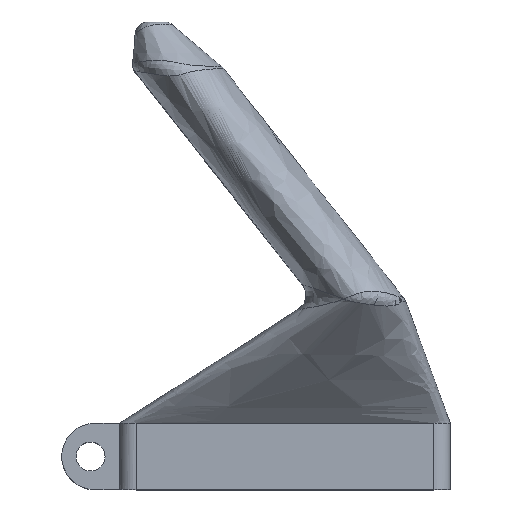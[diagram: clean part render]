
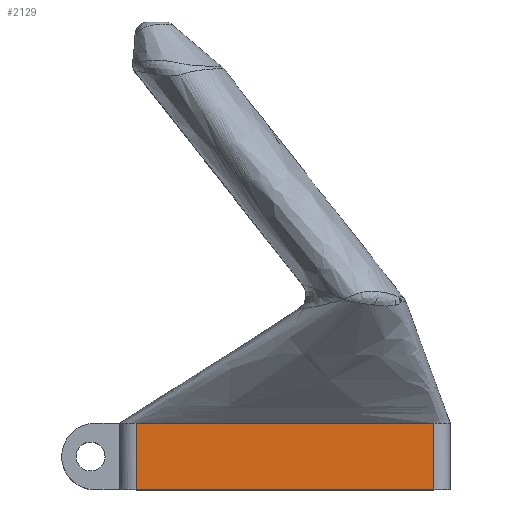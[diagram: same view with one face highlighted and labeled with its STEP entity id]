
A CAD part, top view. The second image highlights one B-rep face of the part: STEP entity #2129.
In plain terms, the highlighted planar face has unit normal (0, 0, 1).
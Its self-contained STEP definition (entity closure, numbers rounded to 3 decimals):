
#119=PLANE('',#2308);
#257=FACE_OUTER_BOUND('',#376,.T.);
#376=EDGE_LOOP('',(#1820,#1821,#1822,#1823));
#485=B_SPLINE_CURVE_WITH_KNOTS('',3,(#4413,#4414,#4415,#4416,#4417,#4418,
#4419),.UNSPECIFIED.,.F.,.F.,(4,1,1,1,4),(0.096,0.173,
0.25,0.327,0.404),.UNSPECIFIED.);
#651=LINE('',#6540,#763);
#674=LINE('',#6652,#786);
#675=LINE('',#6654,#787);
#763=VECTOR('',#2577,10.);
#786=VECTOR('',#2682,10.);
#787=VECTOR('',#2685,10.);
#872=VERTEX_POINT('',#4406);
#873=VERTEX_POINT('',#4412);
#985=VERTEX_POINT('',#6537);
#986=VERTEX_POINT('',#6539);
#1101=EDGE_CURVE('',#873,#872,#485,.T.);
#1267=EDGE_CURVE('',#985,#986,#651,.T.);
#1317=EDGE_CURVE('',#986,#872,#674,.T.);
#1318=EDGE_CURVE('',#873,#985,#675,.T.);
#1820=ORIENTED_EDGE('',*,*,#1317,.F.);
#1821=ORIENTED_EDGE('',*,*,#1267,.F.);
#1822=ORIENTED_EDGE('',*,*,#1318,.F.);
#1823=ORIENTED_EDGE('',*,*,#1101,.T.);
#2129=ADVANCED_FACE('',(#257),#119,.T.);
#2308=AXIS2_PLACEMENT_3D('',#6653,#2683,#2684);
#2577=DIRECTION('',(-1.,0.,0.));
#2682=DIRECTION('',(0.,1.,0.));
#2683=DIRECTION('center_axis',(0.,0.,1.));
#2684=DIRECTION('ref_axis',(1.,0.,0.));
#2685=DIRECTION('',(0.,-1.,0.));
#4406=CARTESIAN_POINT('',(-18.,8.,20.));
#4412=CARTESIAN_POINT('',(18.,8.,20.));
#4413=CARTESIAN_POINT('Ctrl Pts',(17.999,8.,20.002));
#4414=CARTESIAN_POINT('Ctrl Pts',(15.,8.,20.));
#4415=CARTESIAN_POINT('Ctrl Pts',(9.,8.,20.));
#4416=CARTESIAN_POINT('Ctrl Pts',(0.,8.,20.));
#4417=CARTESIAN_POINT('Ctrl Pts',(-8.999,8.,19.999));
#4418=CARTESIAN_POINT('Ctrl Pts',(-15.001,8.,20.001));
#4419=CARTESIAN_POINT('Ctrl Pts',(-17.998,8.,19.998));
#6537=CARTESIAN_POINT('',(18.,0.,20.));
#6539=CARTESIAN_POINT('',(-18.,0.,20.));
#6540=CARTESIAN_POINT('',(20.,0.,20.));
#6652=CARTESIAN_POINT('',(-18.,0.,20.));
#6653=CARTESIAN_POINT('Origin',(-20.,0.,20.));
#6654=CARTESIAN_POINT('',(18.,0.,20.));
